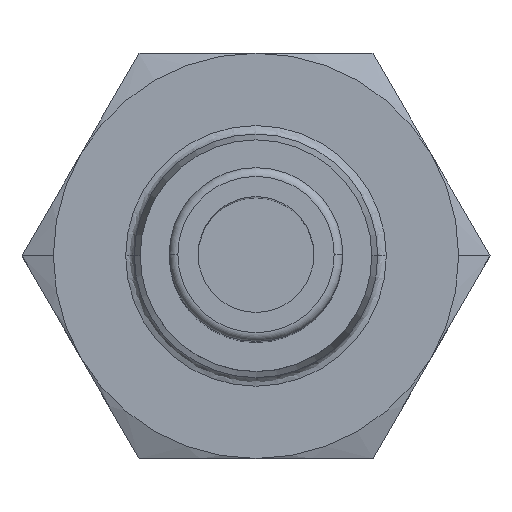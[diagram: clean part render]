
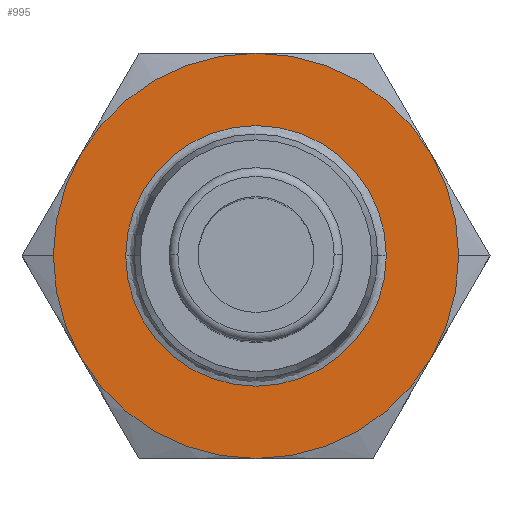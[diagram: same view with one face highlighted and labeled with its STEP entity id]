
A CAD part, top view. The second image highlights one B-rep face of the part: STEP entity #995.
In plain terms, the highlighted planar face has unit normal (0, 0, 1).
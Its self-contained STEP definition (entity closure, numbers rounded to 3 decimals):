
#307=CARTESIAN_POINT('',(-7.,0.,-14.));
#308=VERTEX_POINT('',#307);
#317=CARTESIAN_POINT('',(-6.062,3.5,-14.));
#318=VERTEX_POINT('',#317);
#319=CARTESIAN_POINT('',(0.,0.,-14.0));
#320=DIRECTION('',(0.0,0.0,1.0));
#321=DIRECTION('',(1.0,0.0,0.0));
#322=AXIS2_PLACEMENT_3D('',#319,#320,#321);
#323=CIRCLE('',#322,7.);
#324=EDGE_CURVE('',#318,#308,#323,.T.);
#349=CARTESIAN_POINT('',(7.,0.,-14.));
#350=VERTEX_POINT('',#349);
#357=CARTESIAN_POINT('',(6.062,3.5,-14.));
#358=VERTEX_POINT('',#357);
#372=CARTESIAN_POINT('',(0.,0.,-14.0));
#373=DIRECTION('',(0.0,0.0,1.0));
#374=DIRECTION('',(1.0,0.0,0.0));
#375=AXIS2_PLACEMENT_3D('',#372,#373,#374);
#376=CIRCLE('',#375,7.);
#377=EDGE_CURVE('',#350,#358,#376,.T.);
#627=CARTESIAN_POINT('',(4.501,0.,-14.));
#628=VERTEX_POINT('',#627);
#637=CARTESIAN_POINT('',(-4.501,0.,-14.));
#638=VERTEX_POINT('',#637);
#646=CARTESIAN_POINT('',(0.,0.,-14.0));
#647=DIRECTION('',(0.0,0.0,1.0));
#648=DIRECTION('',(-1.0,0.0,0.0));
#649=AXIS2_PLACEMENT_3D('',#646,#647,#648);
#650=CIRCLE('',#649,4.501);
#651=EDGE_CURVE('',#638,#628,#650,.T.);
#896=CARTESIAN_POINT('',(0.,0.,-14.0));
#897=DIRECTION('',(0.0,0.0,1.0));
#898=DIRECTION('',(-1.0,0.0,0.0));
#899=AXIS2_PLACEMENT_3D('',#896,#897,#898);
#900=CIRCLE('',#899,4.501);
#901=EDGE_CURVE('',#628,#638,#900,.T.);
#932=CARTESIAN_POINT('',(0.,0.,-14.0));
#933=DIRECTION('',(0.0,0.0,-1.0));
#934=DIRECTION('',(-1.0,0.0,0.0));
#935=AXIS2_PLACEMENT_3D('',#932,#933,#934);
#936=PLANE('',#935);
#937=ORIENTED_EDGE('',*,*,#324,.T.);
#938=CARTESIAN_POINT('',(-6.062,-3.5,-14.));
#939=VERTEX_POINT('',#938);
#940=CARTESIAN_POINT('',(0.,0.,-14.0));
#941=DIRECTION('',(0.0,0.0,1.0));
#942=DIRECTION('',(1.0,0.0,0.0));
#943=AXIS2_PLACEMENT_3D('',#940,#941,#942);
#944=CIRCLE('',#943,7.);
#945=EDGE_CURVE('',#308,#939,#944,.T.);
#946=ORIENTED_EDGE('',*,*,#945,.T.);
#947=CARTESIAN_POINT('',(0.,-7.,-14.));
#948=VERTEX_POINT('',#947);
#949=CARTESIAN_POINT('',(0.,0.,-14.0));
#950=DIRECTION('',(0.0,0.0,1.0));
#951=DIRECTION('',(1.0,0.0,0.0));
#952=AXIS2_PLACEMENT_3D('',#949,#950,#951);
#953=CIRCLE('',#952,7.);
#954=EDGE_CURVE('',#939,#948,#953,.T.);
#955=ORIENTED_EDGE('',*,*,#954,.T.);
#956=CARTESIAN_POINT('',(6.062,-3.5,-14.));
#957=VERTEX_POINT('',#956);
#958=CARTESIAN_POINT('',(0.,0.,-14.0));
#959=DIRECTION('',(0.0,0.0,1.0));
#960=DIRECTION('',(1.0,0.0,0.0));
#961=AXIS2_PLACEMENT_3D('',#958,#959,#960);
#962=CIRCLE('',#961,7.);
#963=EDGE_CURVE('',#948,#957,#962,.T.);
#964=ORIENTED_EDGE('',*,*,#963,.T.);
#965=CARTESIAN_POINT('',(0.,0.,-14.0));
#966=DIRECTION('',(0.0,0.0,1.0));
#967=DIRECTION('',(1.0,0.0,0.0));
#968=AXIS2_PLACEMENT_3D('',#965,#966,#967);
#969=CIRCLE('',#968,7.);
#970=EDGE_CURVE('',#957,#350,#969,.T.);
#971=ORIENTED_EDGE('',*,*,#970,.T.);
#972=ORIENTED_EDGE('',*,*,#377,.T.);
#973=CARTESIAN_POINT('',(0.,7.,-14.));
#974=VERTEX_POINT('',#973);
#975=CARTESIAN_POINT('',(0.,0.,-14.0));
#976=DIRECTION('',(0.0,0.0,1.0));
#977=DIRECTION('',(1.0,0.0,0.0));
#978=AXIS2_PLACEMENT_3D('',#975,#976,#977);
#979=CIRCLE('',#978,7.);
#980=EDGE_CURVE('',#358,#974,#979,.T.);
#981=ORIENTED_EDGE('',*,*,#980,.T.);
#982=CARTESIAN_POINT('',(0.,0.,-14.0));
#983=DIRECTION('',(0.0,0.0,1.0));
#984=DIRECTION('',(1.0,0.0,0.0));
#985=AXIS2_PLACEMENT_3D('',#982,#983,#984);
#986=CIRCLE('',#985,7.);
#987=EDGE_CURVE('',#974,#318,#986,.T.);
#988=ORIENTED_EDGE('',*,*,#987,.T.);
#989=EDGE_LOOP('',(#937,#946,#955,#964,#971,#972,#981,#988));
#990=FACE_OUTER_BOUND('',#989,.T.);
#991=ORIENTED_EDGE('',*,*,#901,.F.);
#992=ORIENTED_EDGE('',*,*,#651,.F.);
#993=EDGE_LOOP('',(#991,#992));
#994=FACE_BOUND('',#993,.T.);
#995=ADVANCED_FACE('',(#990,#994),#936,.F.);
